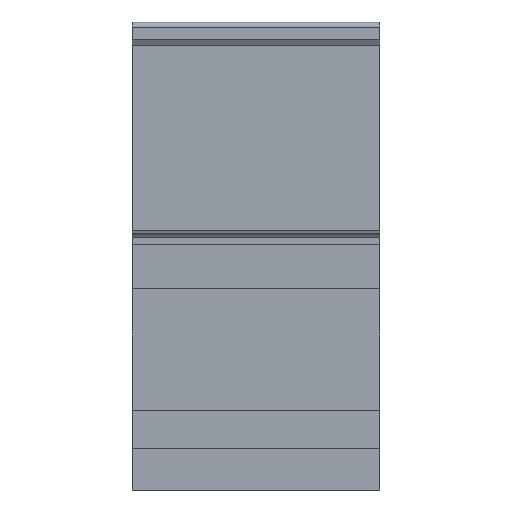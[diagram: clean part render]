
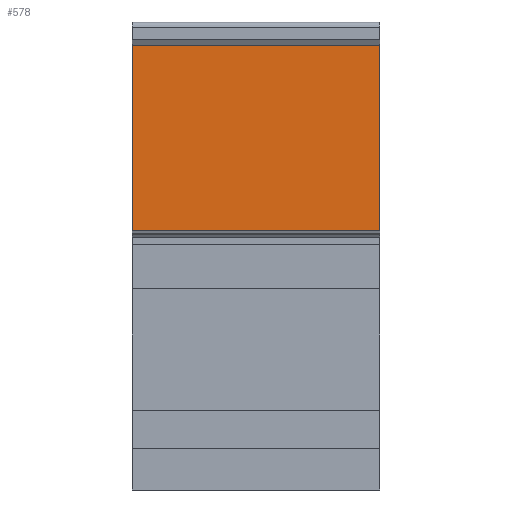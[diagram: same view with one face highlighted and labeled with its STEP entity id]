
A CAD part, front view. The second image highlights one B-rep face of the part: STEP entity #578.
In plain terms, the highlighted planar face has unit normal (0, -1, 0).
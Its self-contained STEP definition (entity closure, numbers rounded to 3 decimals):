
#56=FACE_OUTER_BOUND($,#97,.T.);
#97=EDGE_LOOP($,(#451,#452,#453,#454));
#115=VERTEX_POINT($,#1561);
#116=VERTEX_POINT($,#1563);
#123=VERTEX_POINT($,#1585);
#174=VERTEX_POINT($,#1733);
#194=EDGE_CURVE($,#115,#116,#750,.T.);
#204=EDGE_CURVE($,#123,#115,#758,.T.);
#278=EDGE_CURVE($,#123,#174,#824,.T.);
#280=EDGE_CURVE($,#174,#116,#826,.T.);
#451=ORIENTED_EDGE($,*,*,#280,.F.);
#452=ORIENTED_EDGE($,*,*,#278,.F.);
#453=ORIENTED_EDGE($,*,*,#204,.T.);
#454=ORIENTED_EDGE($,*,*,#194,.T.);
#538=PLANE($,#1048);
#578=ADVANCED_FACE($,(#56),#538,.T.);
#750=LINE($,#1565,#910);
#758=LINE($,#1586,#918);
#824=LINE($,#1734,#984);
#826=LINE($,#1737,#986);
#910=VECTOR($,#1157,45.);
#918=VECTOR($,#1177,33.646);
#984=VECTOR($,#1305,45.);
#986=VECTOR($,#1309,33.646);
#1048=AXIS2_PLACEMENT_3D($,#1736,#1307,#1308);
#1157=DIRECTION($,(-1.,0.,0.));
#1177=DIRECTION($,(0.,0.,1.));
#1305=DIRECTION($,(-1.,0.,0.));
#1307=DIRECTION('center_axis',(0.,-1.,0.));
#1308=DIRECTION('ref_axis',(0.,0.,1.));
#1309=DIRECTION($,(0.,0.,1.));
#1561=CARTESIAN_POINT('',(45.,-21.038,80.792));
#1563=CARTESIAN_POINT('',(0.,-21.038,80.792));
#1565=CARTESIAN_POINT($,(45.,-21.038,80.792));
#1585=CARTESIAN_POINT('',(45.,-21.038,47.146));
#1586=CARTESIAN_POINT($,(45.,-21.038,57.009));
#1733=CARTESIAN_POINT('',(0.,-21.038,47.146));
#1734=CARTESIAN_POINT($,(45.,-21.038,47.146));
#1736=CARTESIAN_POINT('Origin',(45.,-21.038,47.146));
#1737=CARTESIAN_POINT($,(0.,-21.038,47.146));
